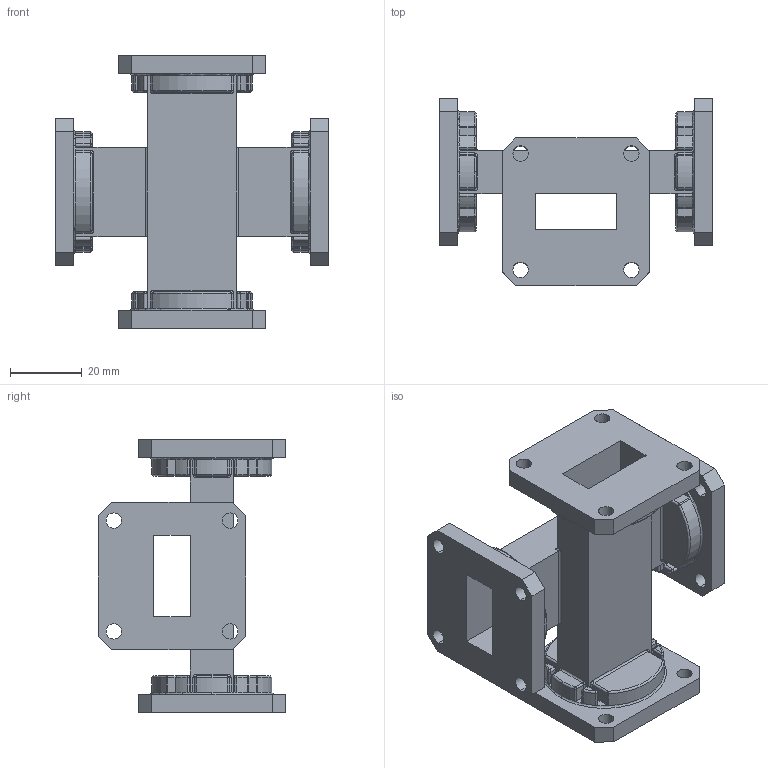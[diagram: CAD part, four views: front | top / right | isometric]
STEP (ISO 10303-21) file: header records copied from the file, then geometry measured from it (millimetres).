
FILE_DESCRIPTION (( 'STEP AP203' ), '1' );
FILE_NAME ('PEWCP1055.step', '2018-09-05T22:19:10', ( '' ), ( '' ), 'SwSTEP 2.0', 'SolidWorks 2017', '' );
FILE_SCHEMA (( 'CONFIG_CONTROL_DESIGN' ));
Length unit declared in the file: inch
Products named in the file (1): PEWCP1055
Bounding box: 76.2 x 52.45 x 76.2 mm (x, y, z)
Volume: 47845.5 mm3; surface area: 34965.3 mm2
Topology: 1 solids, 1 shells, 618 faces, 1520 edges, 836 vertices
Faces by surface type: cylinder 276, plane 170, sphere 88, torus 84
Entity records: 17535 total; most frequent: DIRECTION 3430, CARTESIAN_POINT 2871, ORIENTED_EDGE 2864, EDGE_CURVE 1432, AXIS2_PLACEMENT_3D 1379, VERTEX_POINT 820, CIRCLE 760, LINE 672
